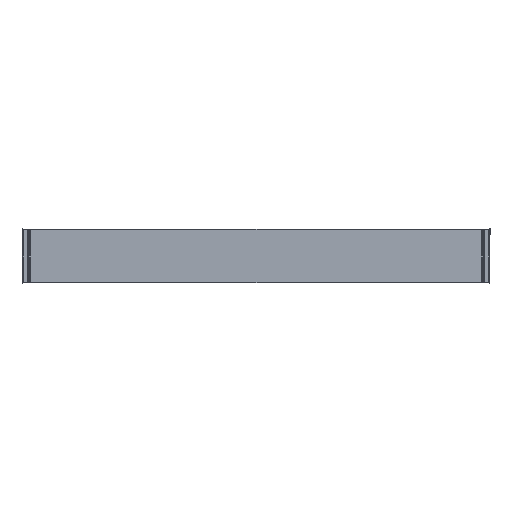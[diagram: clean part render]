
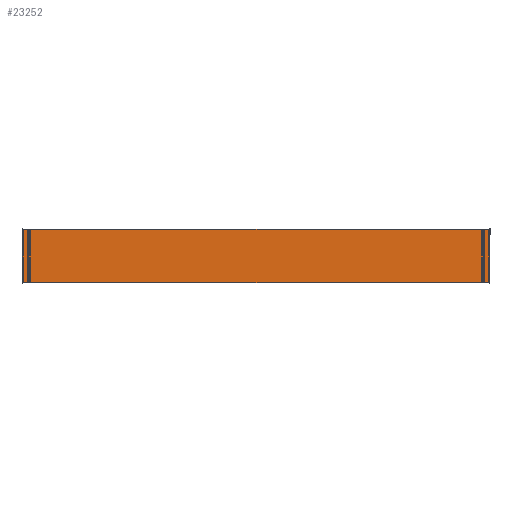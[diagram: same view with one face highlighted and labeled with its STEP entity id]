
A CAD part, top view. The second image highlights one B-rep face of the part: STEP entity #23252.
In plain terms, the highlighted face is planar.
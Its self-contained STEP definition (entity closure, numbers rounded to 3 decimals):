
#290 = CARTESIAN_POINT ( 'NONE',  ( -59.7, -10., 1040. ) ) ;
#405 = CARTESIAN_POINT ( 'NONE',  ( 59.7, -10., 1040. ) ) ;
#2931 = CARTESIAN_POINT ( 'NONE',  ( 59.7, -10., 0. ) ) ;
#4971 = CARTESIAN_POINT ( 'NONE',  ( 59.7, -10., 1040. ) ) ;
#5036 = EDGE_LOOP ( 'NONE', ( #10396, #31218, #25746, #16221 ) ) ;
#5623 = DIRECTION ( 'NONE',  ( 1., 0., 0. ) ) ;
#5930 = DIRECTION ( 'NONE',  ( 0., 0., -1. ) ) ;
#5972 = LINE ( 'NONE', #33991, #24217 ) ;
#7805 = EDGE_CURVE ( 'NONE', #33402, #35520, #25500, .T. ) ;
#8806 = VECTOR ( 'NONE', #5930, 1000. ) ;
#9201 = LINE ( 'NONE', #290, #8806 ) ;
#10185 = CARTESIAN_POINT ( 'NONE',  ( -59.7, -10., 0. ) ) ;
#10396 = ORIENTED_EDGE ( 'NONE', *, *, #22843, .T. ) ;
#11878 = VECTOR ( 'NONE', #32266, 1000. ) ;
#13221 = CARTESIAN_POINT ( 'NONE',  ( 59.7, -10., 1040. ) ) ;
#16053 = VERTEX_POINT ( 'NONE', #34414 ) ;
#16221 = ORIENTED_EDGE ( 'NONE', *, *, #19589, .T. ) ;
#18549 = LINE ( 'NONE', #4971, #11878 ) ;
#19589 = EDGE_CURVE ( 'NONE', #16053, #28960, #9201, .T. ) ;
#22351 = FACE_OUTER_BOUND ( 'NONE', #5036, .T. ) ;
#22460 = EDGE_CURVE ( 'NONE', #16053, #33402, #18549, .T. ) ;
#22843 = EDGE_CURVE ( 'NONE', #28960, #35520, #5972, .T. ) ;
#23252 = ADVANCED_FACE ( 'NONE', ( #22351 ), #35739, .F. ) ;
#24217 = VECTOR ( 'NONE', #5623, 1000. ) ;
#25472 = CARTESIAN_POINT ( 'NONE',  ( 59.7, -10., 1040. ) ) ;
#25500 = LINE ( 'NONE', #405, #32790 ) ;
#25746 = ORIENTED_EDGE ( 'NONE', *, *, #22460, .F. ) ;
#28960 = VERTEX_POINT ( 'NONE', #10185 ) ;
#30635 = AXIS2_PLACEMENT_3D ( 'NONE', #13221, #32802, #35909 ) ;
#31218 = ORIENTED_EDGE ( 'NONE', *, *, #7805, .F. ) ;
#32266 = DIRECTION ( 'NONE',  ( 1., 0., 0. ) ) ;
#32790 = VECTOR ( 'NONE', #33881, 1000. ) ;
#32802 = DIRECTION ( 'NONE',  ( 0., 1., 0. ) ) ;
#33402 = VERTEX_POINT ( 'NONE', #25472 ) ;
#33881 = DIRECTION ( 'NONE',  ( 0., 0., -1. ) ) ;
#33991 = CARTESIAN_POINT ( 'NONE',  ( 59.7, -10., 0. ) ) ;
#34414 = CARTESIAN_POINT ( 'NONE',  ( -59.7, -10., 1040. ) ) ;
#35520 = VERTEX_POINT ( 'NONE', #2931 ) ;
#35739 = PLANE ( 'NONE',  #30635 ) ;
#35909 = DIRECTION ( 'NONE',  ( 0., 0., 1. ) ) ;
